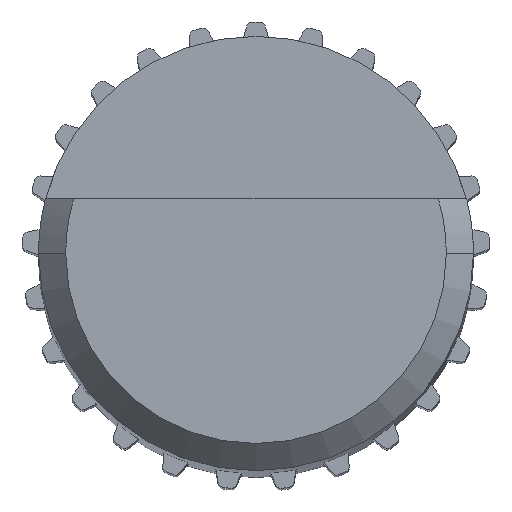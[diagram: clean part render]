
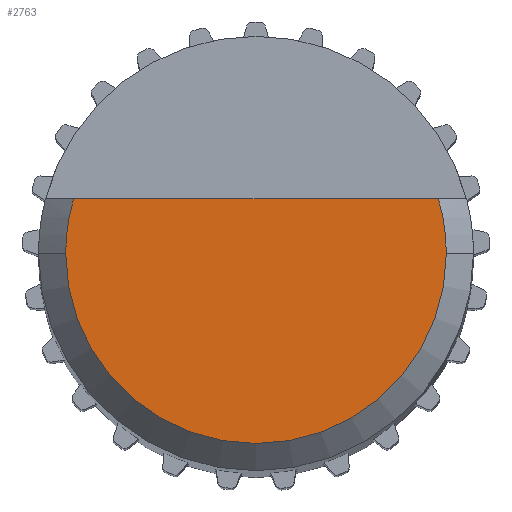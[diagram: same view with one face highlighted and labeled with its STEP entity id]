
A CAD part, top view. The second image highlights one B-rep face of the part: STEP entity #2763.
In plain terms, the highlighted planar face has unit normal (0, 0, 1).
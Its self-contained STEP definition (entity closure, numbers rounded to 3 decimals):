
#327 = ORIENTED_EDGE ( 'NONE', *, *, #2704, .T. ) ;
#911 = CARTESIAN_POINT ( 'NONE',  ( 0., 0., 37. ) ) ;
#931 = DIRECTION ( 'NONE',  ( 1., 0., 0. ) ) ;
#1031 = VECTOR ( 'NONE', #931, 1000. ) ;
#1330 = CARTESIAN_POINT ( 'NONE',  ( 3.354, 1., 37. ) ) ;
#1355 = VERTEX_POINT ( 'NONE', #3293 ) ;
#1393 = CIRCLE ( 'NONE', #3490, 3.5 ) ;
#1807 = DIRECTION ( 'NONE',  ( 0., 0., 1. ) ) ;
#1858 = CARTESIAN_POINT ( 'NONE',  ( 0., 0., 37. ) ) ;
#1887 = ORIENTED_EDGE ( 'NONE', *, *, #5991, .T. ) ;
#1894 = CARTESIAN_POINT ( 'NONE',  ( 0., 0., 37. ) ) ;
#1929 = EDGE_CURVE ( 'NONE', #1355, #4336, #4314, .T. ) ;
#2234 = AXIS2_PLACEMENT_3D ( 'NONE', #911, #1807, #2357 ) ;
#2305 = FACE_OUTER_BOUND ( 'NONE', #6111, .T. ) ;
#2338 = DIRECTION ( 'NONE',  ( 1., 0., 0. ) ) ;
#2357 = DIRECTION ( 'NONE',  ( 1., 0., 0. ) ) ;
#2704 = EDGE_CURVE ( 'NONE', #6150, #1355, #1393, .T. ) ;
#2763 = ADVANCED_FACE ( 'NONE', ( #2305 ), #6125, .T. ) ;
#2773 = EDGE_CURVE ( 'NONE', #6150, #4433, #2959, .T. ) ;
#2845 = DIRECTION ( 'NONE',  ( 1., 0., 0. ) ) ;
#2959 = LINE ( 'NONE', #3264, #1031 ) ;
#3262 = CARTESIAN_POINT ( 'NONE',  ( 3.5, 0., 37. ) ) ;
#3264 = CARTESIAN_POINT ( 'NONE',  ( 0., 1., 37. ) ) ;
#3293 = CARTESIAN_POINT ( 'NONE',  ( -3.5, 0., 37. ) ) ;
#3328 = DIRECTION ( 'NONE',  ( 1., 0., 0. ) ) ;
#3330 = DIRECTION ( 'NONE',  ( 0., 0., 1. ) ) ;
#3490 = AXIS2_PLACEMENT_3D ( 'NONE', #4743, #3330, #2338 ) ;
#4008 = ORIENTED_EDGE ( 'NONE', *, *, #2773, .F. ) ;
#4314 = CIRCLE ( 'NONE', #5668, 3.5 ) ;
#4336 = VERTEX_POINT ( 'NONE', #3262 ) ;
#4433 = VERTEX_POINT ( 'NONE', #1330 ) ;
#4582 = ORIENTED_EDGE ( 'NONE', *, *, #1929, .T. ) ;
#4743 = CARTESIAN_POINT ( 'NONE',  ( 0., 0., 37. ) ) ;
#5103 = CIRCLE ( 'NONE', #5411, 3.5 ) ;
#5193 = DIRECTION ( 'NONE',  ( 0., 0., 1. ) ) ;
#5232 = CARTESIAN_POINT ( 'NONE',  ( -3.354, 1., 37. ) ) ;
#5411 = AXIS2_PLACEMENT_3D ( 'NONE', #1894, #5724, #3328 ) ;
#5668 = AXIS2_PLACEMENT_3D ( 'NONE', #1858, #5193, #2845 ) ;
#5724 = DIRECTION ( 'NONE',  ( 0., 0., 1. ) ) ;
#5991 = EDGE_CURVE ( 'NONE', #4336, #4433, #5103, .T. ) ;
#6111 = EDGE_LOOP ( 'NONE', ( #4008, #327, #4582, #1887 ) ) ;
#6125 = PLANE ( 'NONE',  #2234 ) ;
#6150 = VERTEX_POINT ( 'NONE', #5232 ) ;
